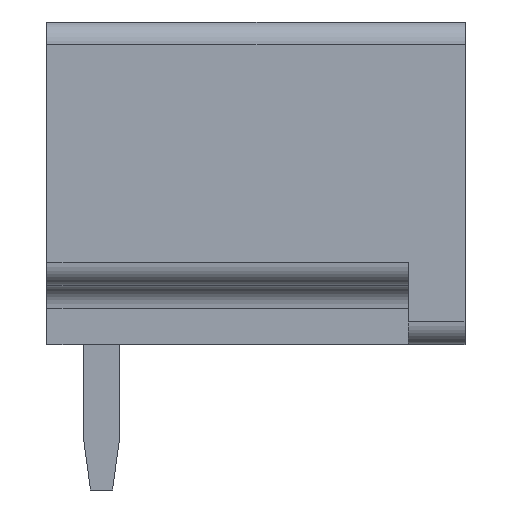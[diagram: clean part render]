
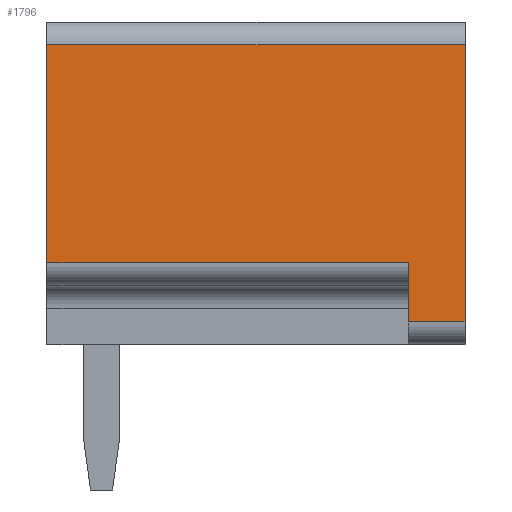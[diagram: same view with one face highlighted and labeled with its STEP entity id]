
A CAD part, left-side view. The second image highlights one B-rep face of the part: STEP entity #1796.
In plain terms, the highlighted planar face has unit normal (-1, 0, 0).
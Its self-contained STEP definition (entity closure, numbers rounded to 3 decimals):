
#1760=AXIS2_PLACEMENT_3D('Plane Axis2P3D',#1757,#1758,#1759) ;
#188=CARTESIAN_POINT('Vertex',(0.,0.,9.8)) ;
#191=CARTESIAN_POINT('Line Origine',(0.,0.,6.75)) ;
#195=CARTESIAN_POINT('Vertex',(0.,0.,3.7)) ;
#1738=CARTESIAN_POINT('Line Origine',(0.,4.6,9.8)) ;
#1742=CARTESIAN_POINT('Vertex',(0.,9.2,9.8)) ;
#1757=CARTESIAN_POINT('Axis2P3D Location',(0.,0.,3.7)) ;
#1762=CARTESIAN_POINT('Line Origine',(0.,0.625,3.7)) ;
#1766=CARTESIAN_POINT('Vertex',(0.,1.25,3.7)) ;
#1769=CARTESIAN_POINT('Line Origine',(0.,9.2,7.4)) ;
#1773=CARTESIAN_POINT('Vertex',(0.,9.2,5.)) ;
#1776=CARTESIAN_POINT('Line Origine',(0.,5.225,5.)) ;
#1780=CARTESIAN_POINT('Vertex',(0.,1.25,5.)) ;
#1783=CARTESIAN_POINT('Line Origine',(0.,1.25,4.35)) ;
#192=DIRECTION('Vector Direction',(0.,0.,1.)) ;
#1739=DIRECTION('Vector Direction',(0.,1.,0.)) ;
#1758=DIRECTION('Axis2P3D Direction',(-1.,0.,0.)) ;
#1759=DIRECTION('Axis2P3D XDirection',(0.,0.,1.)) ;
#1763=DIRECTION('Vector Direction',(0.,1.,0.)) ;
#1770=DIRECTION('Vector Direction',(0.,0.,1.)) ;
#1777=DIRECTION('Vector Direction',(0.,1.,0.)) ;
#1784=DIRECTION('Vector Direction',(0.,0.,-1.)) ;
#193=VECTOR('Line Direction',#192,1.) ;
#1740=VECTOR('Line Direction',#1739,1.) ;
#1764=VECTOR('Line Direction',#1763,1.) ;
#1771=VECTOR('Line Direction',#1770,1.) ;
#1778=VECTOR('Line Direction',#1777,1.) ;
#1785=VECTOR('Line Direction',#1784,1.) ;
#1789=ORIENTED_EDGE('',*,*,#1768,.F.) ;
#1790=ORIENTED_EDGE('',*,*,#197,.T.) ;
#1791=ORIENTED_EDGE('',*,*,#1744,.T.) ;
#1792=ORIENTED_EDGE('',*,*,#1775,.F.) ;
#1793=ORIENTED_EDGE('',*,*,#1782,.F.) ;
#1794=ORIENTED_EDGE('',*,*,#1787,.T.) ;
#1796=ADVANCED_FACE('Housing',(#1795),#1761,.T.) ;
#197=EDGE_CURVE('',#196,#189,#194,.T.) ;
#1744=EDGE_CURVE('',#189,#1743,#1741,.T.) ;
#1768=EDGE_CURVE('',#196,#1767,#1765,.T.) ;
#1775=EDGE_CURVE('',#1774,#1743,#1772,.T.) ;
#1782=EDGE_CURVE('',#1781,#1774,#1779,.T.) ;
#1787=EDGE_CURVE('',#1781,#1767,#1786,.T.) ;
#1788=EDGE_LOOP('',(#1789,#1790,#1791,#1792,#1793,#1794)) ;
#1795=FACE_OUTER_BOUND('',#1788,.T.) ;
#194=LINE('Line',#191,#193) ;
#1741=LINE('Line',#1738,#1740) ;
#1765=LINE('Line',#1762,#1764) ;
#1772=LINE('Line',#1769,#1771) ;
#1779=LINE('Line',#1776,#1778) ;
#1786=LINE('Line',#1783,#1785) ;
#1761=PLANE('',#1760) ;
#189=VERTEX_POINT('',#188) ;
#196=VERTEX_POINT('',#195) ;
#1743=VERTEX_POINT('',#1742) ;
#1767=VERTEX_POINT('',#1766) ;
#1774=VERTEX_POINT('',#1773) ;
#1781=VERTEX_POINT('',#1780) ;
